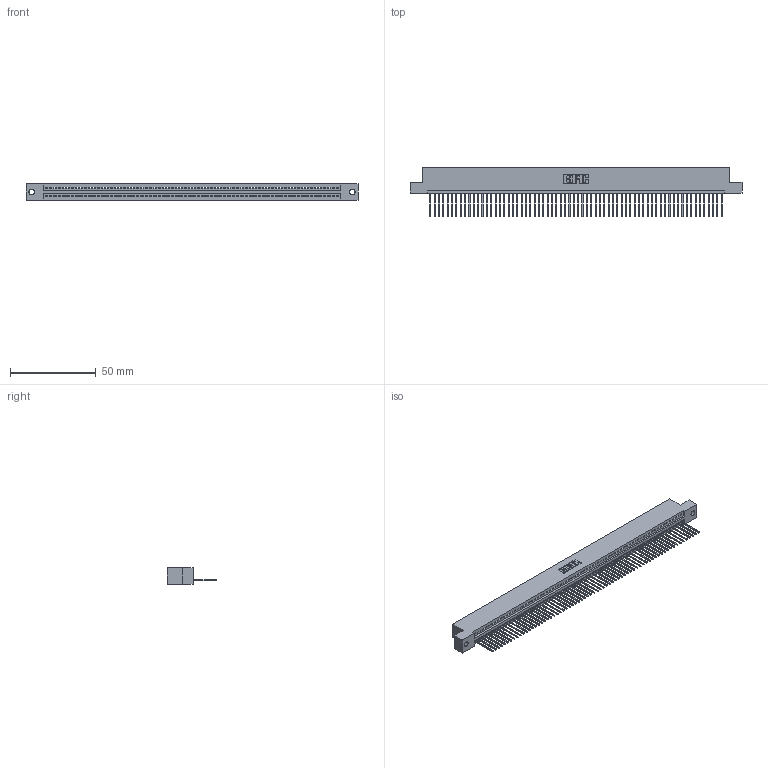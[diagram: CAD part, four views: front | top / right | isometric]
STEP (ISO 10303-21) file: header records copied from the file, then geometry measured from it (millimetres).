
FILE_DESCRIPTION (( 'STEP AP203' ), '1' );
FILE_NAME ('345-068-540-102.STEP', '2018-09-30T08:26:27', ( '' ), ( '' ), 'SwSTEP 2.0', 'SolidWorks 2016', '' );
FILE_SCHEMA (( 'CONFIG_CONTROL_DESIGN' ));
Length unit declared in the file: inch
Products named in the file (3): 345-068-540-102; 345 Part_Flush Mounting Lugs - 0.128 Dia; 345-292-001_345-293-140
Assembly tree (69 placements, depth 2):
  345-068-540-102
    345 Part_Flush Mounting Lugs - 0.128 Dia
    345-292-001_345-293-140  x68
Bounding box: 193.93 x 29.13 x 9.4 mm (x, y, z)
Volume: 18688 mm3; surface area: 25579 mm2
Topology: 69 solids, 69 shells, 4070 faces, 12309 edges, 8114 vertices
Faces by surface type: plane 2800, cylinder 1270
Entity records: 47699 total; most frequent: ORIENTED_EDGE 8270, CARTESIAN_POINT 8268, DIRECTION 7183, EDGE_CURVE 4135, LINE 3731, VECTOR 3731, VERTEX_POINT 2754, AXIS2_PLACEMENT_3D 1726
